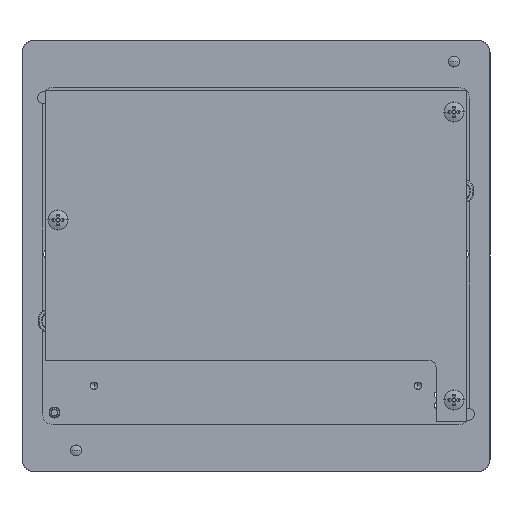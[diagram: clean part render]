
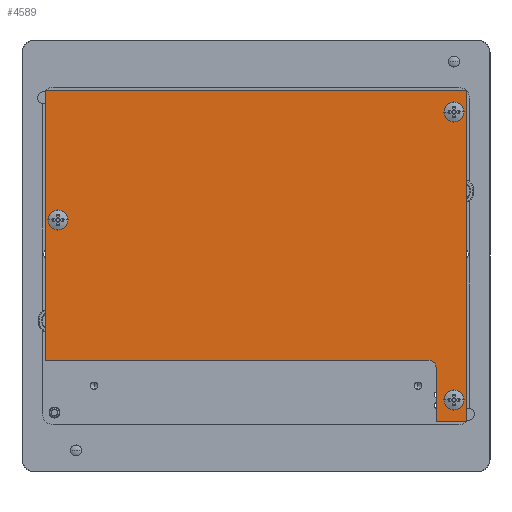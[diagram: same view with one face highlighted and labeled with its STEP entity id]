
A CAD part, front view. The second image highlights one B-rep face of the part: STEP entity #4589.
In plain terms, the highlighted face is planar.
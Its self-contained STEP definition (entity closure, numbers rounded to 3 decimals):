
#26 = LINE ( 'NONE', #5845, #7693 ) ;
#190 = CARTESIAN_POINT ( 'NONE',  ( 55., 0., 10. ) ) ;
#286 = VECTOR ( 'NONE', #2614, 1000. ) ;
#455 = AXIS2_PLACEMENT_3D ( 'NONE', #190, #19318, #10055 ) ;
#705 = VERTEX_POINT ( 'NONE', #22944 ) ;
#1036 = DIRECTION ( 'NONE',  ( 0., 0., -1. ) ) ;
#1329 = DIRECTION ( 'NONE',  ( 0., 1., 0. ) ) ;
#1831 = VERTEX_POINT ( 'NONE', #22771 ) ;
#2305 = AXIS2_PLACEMENT_3D ( 'NONE', #7365, #5111, #22787 ) ;
#2549 = CARTESIAN_POINT ( 'NONE',  ( -58.5, 0., -46. ) ) ;
#2614 = DIRECTION ( 'NONE',  ( 1., 0., 0. ) ) ;
#3348 = CARTESIAN_POINT ( 'NONE',  ( -55., 0., -40. ) ) ;
#3588 = EDGE_LOOP ( 'NONE', ( #25290, #21666 ) ) ;
#3844 = FACE_BOUND ( 'NONE', #17774, .T. ) ;
#3854 = VERTEX_POINT ( 'NONE', #20878 ) ;
#4075 = ORIENTED_EDGE ( 'NONE', *, *, #16228, .F. ) ;
#4477 = FACE_BOUND ( 'NONE', #14734, .T. ) ;
#4589 = ADVANCED_FACE ( 'NONE', ( #4477, #3844, #19565, #13690 ), #24324, .F. ) ;
#4757 = EDGE_CURVE ( 'NONE', #20300, #18202, #9128, .T. ) ;
#5111 = DIRECTION ( 'NONE',  ( 0., 1., 0. ) ) ;
#5217 = DIRECTION ( 'NONE',  ( -1., 0., 0. ) ) ;
#5268 = CARTESIAN_POINT ( 'NONE',  ( 55., 0., 10. ) ) ;
#5278 = EDGE_CURVE ( 'NONE', #24830, #21438, #23815, .T. ) ;
#5338 = DIRECTION ( 'NONE',  ( 0., 0., 1. ) ) ;
#5698 = AXIS2_PLACEMENT_3D ( 'NONE', #3348, #17115, #5338 ) ;
#5720 = CARTESIAN_POINT ( 'NONE',  ( 55., 0., 11.65 ) ) ;
#5792 = AXIS2_PLACEMENT_3D ( 'NONE', #9760, #23477, #7966 ) ;
#5845 = CARTESIAN_POINT ( 'NONE',  ( 58.5, 0., -29. ) ) ;
#5914 = CARTESIAN_POINT ( 'NONE',  ( -50., 0., -46. ) ) ;
#6387 = DIRECTION ( 'NONE',  ( 0., -1., 0. ) ) ;
#6984 = ORIENTED_EDGE ( 'NONE', *, *, #4757, .F. ) ;
#7128 = EDGE_CURVE ( 'NONE', #18202, #705, #26, .T. ) ;
#7138 = VECTOR ( 'NONE', #1036, 1000. ) ;
#7365 = CARTESIAN_POINT ( 'NONE',  ( -55., 0., 40. ) ) ;
#7693 = VECTOR ( 'NONE', #11985, 1000. ) ;
#7699 = ORIENTED_EDGE ( 'NONE', *, *, #11806, .T. ) ;
#7730 = VECTOR ( 'NONE', #19575, 1000. ) ;
#7966 = DIRECTION ( 'NONE',  ( 0., 0., 1. ) ) ;
#8138 = LINE ( 'NONE', #5914, #7730 ) ;
#8189 = ORIENTED_EDGE ( 'NONE', *, *, #21007, .T. ) ;
#8934 = CIRCLE ( 'NONE', #5792, 1.65 ) ;
#9126 = ORIENTED_EDGE ( 'NONE', *, *, #11838, .F. ) ;
#9128 = CIRCLE ( 'NONE', #10233, 2. ) ;
#9268 = CIRCLE ( 'NONE', #24703, 1.65 ) ;
#9667 = VECTOR ( 'NONE', #5217, 1000. ) ;
#9718 = VERTEX_POINT ( 'NONE', #14926 ) ;
#9760 = CARTESIAN_POINT ( 'NONE',  ( -55., 0., 40. ) ) ;
#10055 = DIRECTION ( 'NONE',  ( 0., 0., 1. ) ) ;
#10208 = CARTESIAN_POINT ( 'NONE',  ( -55., 0., -41.65 ) ) ;
#10233 = AXIS2_PLACEMENT_3D ( 'NONE', #15204, #23021, #17265 ) ;
#10331 = ORIENTED_EDGE ( 'NONE', *, *, #5278, .T. ) ;
#10493 = DIRECTION ( 'NONE',  ( 0., 1., 0. ) ) ;
#10565 = CARTESIAN_POINT ( 'NONE',  ( -55., 0., 41.65 ) ) ;
#10686 = CARTESIAN_POINT ( 'NONE',  ( -55., 0., -40. ) ) ;
#11141 = CARTESIAN_POINT ( 'NONE',  ( -58.5, 0., -46. ) ) ;
#11806 = EDGE_CURVE ( 'NONE', #24667, #705, #18187, .T. ) ;
#11838 = EDGE_CURVE ( 'NONE', #22533, #17456, #9268, .T. ) ;
#11985 = DIRECTION ( 'NONE',  ( 1., 0., 0. ) ) ;
#12163 = ORIENTED_EDGE ( 'NONE', *, *, #7128, .F. ) ;
#12659 = EDGE_CURVE ( 'NONE', #1831, #21415, #8934, .T. ) ;
#12896 = DIRECTION ( 'NONE',  ( 0., 0., 1. ) ) ;
#13044 = VECTOR ( 'NONE', #19762, 1000. ) ;
#13243 = CIRCLE ( 'NONE', #5698, 1.65 ) ;
#13690 = FACE_OUTER_BOUND ( 'NONE', #14373, .T. ) ;
#13800 = EDGE_CURVE ( 'NONE', #3854, #20253, #16992, .T. ) ;
#14189 = EDGE_CURVE ( 'NONE', #17456, #22533, #13243, .T. ) ;
#14373 = EDGE_LOOP ( 'NONE', ( #7699, #12163, #6984, #4075, #10331, #24501, #8189 ) ) ;
#14413 = DIRECTION ( 'NONE',  ( 0., 0., 1. ) ) ;
#14734 = EDGE_LOOP ( 'NONE', ( #9126, #15216 ) ) ;
#14765 = CARTESIAN_POINT ( 'NONE',  ( 58.5, 0., 46. ) ) ;
#14926 = CARTESIAN_POINT ( 'NONE',  ( -58.5, 0., 46. ) ) ;
#15204 = CARTESIAN_POINT ( 'NONE',  ( -48., 0., -31. ) ) ;
#15216 = ORIENTED_EDGE ( 'NONE', *, *, #14189, .F. ) ;
#15497 = ORIENTED_EDGE ( 'NONE', *, *, #13800, .F. ) ;
#16228 = EDGE_CURVE ( 'NONE', #24830, #20300, #8138, .T. ) ;
#16945 = AXIS2_PLACEMENT_3D ( 'NONE', #22167, #6387, #24165 ) ;
#16992 = CIRCLE ( 'NONE', #455, 1.65 ) ;
#17115 = DIRECTION ( 'NONE',  ( 0., 1., 0. ) ) ;
#17265 = DIRECTION ( 'NONE',  ( 0., 0., -1. ) ) ;
#17456 = VERTEX_POINT ( 'NONE', #10208 ) ;
#17774 = EDGE_LOOP ( 'NONE', ( #23622, #15497 ) ) ;
#18100 = CARTESIAN_POINT ( 'NONE',  ( -58.5, 0., 46. ) ) ;
#18187 = LINE ( 'NONE', #14765, #7138 ) ;
#18202 = VERTEX_POINT ( 'NONE', #19870 ) ;
#19226 = CIRCLE ( 'NONE', #20889, 1.65 ) ;
#19318 = DIRECTION ( 'NONE',  ( 0., 1., 0. ) ) ;
#19474 = CARTESIAN_POINT ( 'NONE',  ( -50., 0., -31. ) ) ;
#19565 = FACE_BOUND ( 'NONE', #3588, .T. ) ;
#19567 = EDGE_CURVE ( 'NONE', #20253, #3854, #19226, .T. ) ;
#19575 = DIRECTION ( 'NONE',  ( 0., 0., 1. ) ) ;
#19643 = EDGE_CURVE ( 'NONE', #21415, #1831, #21055, .T. ) ;
#19762 = DIRECTION ( 'NONE',  ( 0., 0., 1. ) ) ;
#19870 = CARTESIAN_POINT ( 'NONE',  ( -48., 0., -29. ) ) ;
#20157 = CARTESIAN_POINT ( 'NONE',  ( 58.5, 0., 46. ) ) ;
#20253 = VERTEX_POINT ( 'NONE', #5720 ) ;
#20300 = VERTEX_POINT ( 'NONE', #19474 ) ;
#20878 = CARTESIAN_POINT ( 'NONE',  ( 55., 0., 8.35 ) ) ;
#20889 = AXIS2_PLACEMENT_3D ( 'NONE', #5268, #1329, #12896 ) ;
#21007 = EDGE_CURVE ( 'NONE', #9718, #24667, #23623, .T. ) ;
#21055 = CIRCLE ( 'NONE', #2305, 1.65 ) ;
#21415 = VERTEX_POINT ( 'NONE', #10565 ) ;
#21438 = VERTEX_POINT ( 'NONE', #2549 ) ;
#21666 = ORIENTED_EDGE ( 'NONE', *, *, #12659, .F. ) ;
#22167 = CARTESIAN_POINT ( 'NONE',  ( -58.5, 0., -46. ) ) ;
#22530 = CARTESIAN_POINT ( 'NONE',  ( -50., 0., -46. ) ) ;
#22533 = VERTEX_POINT ( 'NONE', #22848 ) ;
#22596 = LINE ( 'NONE', #25224, #13044 ) ;
#22771 = CARTESIAN_POINT ( 'NONE',  ( -55., 0., 38.35 ) ) ;
#22787 = DIRECTION ( 'NONE',  ( 0., 0., 1. ) ) ;
#22817 = EDGE_CURVE ( 'NONE', #21438, #9718, #22596, .T. ) ;
#22848 = CARTESIAN_POINT ( 'NONE',  ( -55., 0., -38.35 ) ) ;
#22944 = CARTESIAN_POINT ( 'NONE',  ( 58.5, 0., -29. ) ) ;
#23021 = DIRECTION ( 'NONE',  ( 0., 1., 0. ) ) ;
#23477 = DIRECTION ( 'NONE',  ( 0., 1., 0. ) ) ;
#23622 = ORIENTED_EDGE ( 'NONE', *, *, #19567, .F. ) ;
#23623 = LINE ( 'NONE', #18100, #286 ) ;
#23815 = LINE ( 'NONE', #11141, #9667 ) ;
#24165 = DIRECTION ( 'NONE',  ( 0., 0., -1. ) ) ;
#24324 = PLANE ( 'NONE',  #16945 ) ;
#24501 = ORIENTED_EDGE ( 'NONE', *, *, #22817, .T. ) ;
#24667 = VERTEX_POINT ( 'NONE', #20157 ) ;
#24703 = AXIS2_PLACEMENT_3D ( 'NONE', #10686, #10493, #14413 ) ;
#24830 = VERTEX_POINT ( 'NONE', #22530 ) ;
#25224 = CARTESIAN_POINT ( 'NONE',  ( -58.5, 0., 46. ) ) ;
#25290 = ORIENTED_EDGE ( 'NONE', *, *, #19643, .F. ) ;
